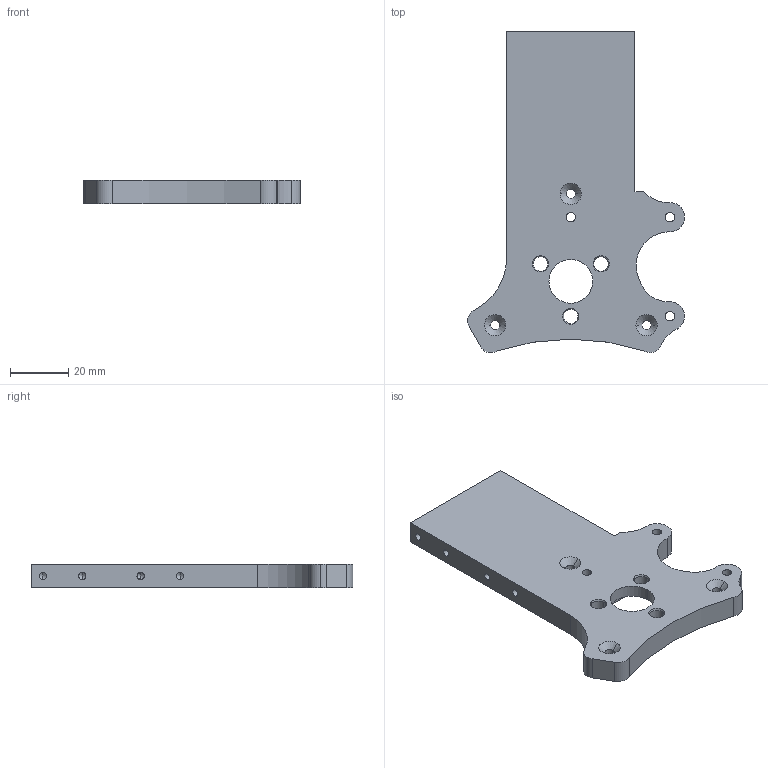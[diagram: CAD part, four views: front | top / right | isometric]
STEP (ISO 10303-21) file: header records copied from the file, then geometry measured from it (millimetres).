
FILE_DESCRIPTION (( 'STEP AP214' ), '1' );
FILE_NAME ('HemeraToolPlate.STEP', '2020-01-21T21:33:41', ( '' ), ( '' ), 'SwSTEP 2.0', 'SolidWorks 2016', '' );
FILE_SCHEMA (( 'AUTOMOTIVE_DESIGN' ));
Length unit declared in the file: millimetre
Products named in the file (1): HemeraToolPlate
Bounding box: 74.44 x 110.22 x 8 mm (x, y, z)
Volume: 38683.6 mm3; surface area: 15003.6 mm2
Topology: 1 solids, 1 shells, 198 faces, 518 edges, 326 vertices
Faces by surface type: plane 97, cylinder 60, cone 34, bspline 4, sphere 3
Entity records: 6297 total; most frequent: CARTESIAN_POINT 1348, DIRECTION 1025, ORIENTED_EDGE 998, EDGE_CURVE 499, VECTOR 347, LINE 347, AXIS2_PLACEMENT_3D 339, VERTEX_POINT 326
